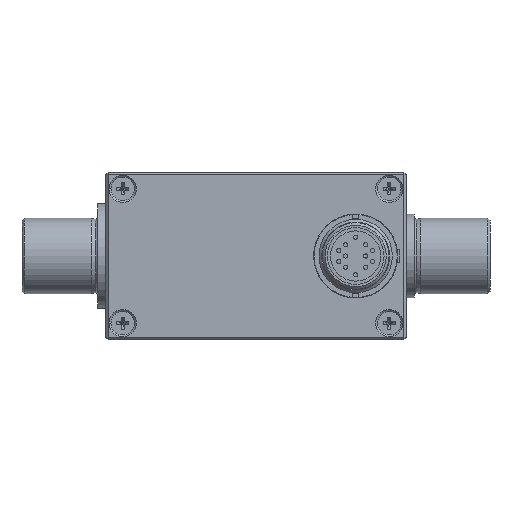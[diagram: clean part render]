
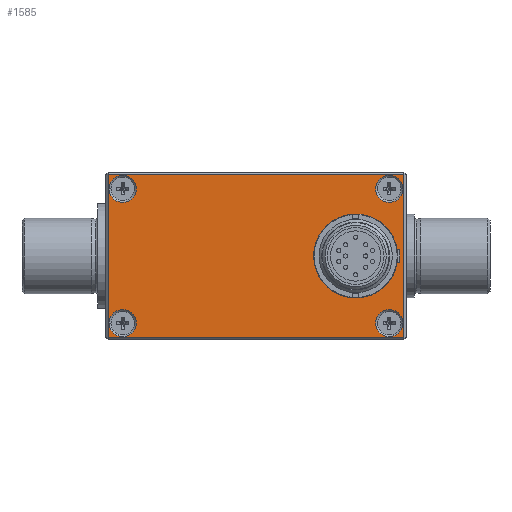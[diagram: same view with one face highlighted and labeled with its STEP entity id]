
A CAD part, front view. The second image highlights one B-rep face of the part: STEP entity #1585.
In plain terms, the highlighted face is planar.
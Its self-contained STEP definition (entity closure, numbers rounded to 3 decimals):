
#1585 = ADVANCED_FACE( '', ( #3182, #3183, #3184, #3185, #3186, #3187 ), #3188, .T. );
#3182 = FACE_OUTER_BOUND( '', #4962, .T. );
#3183 = FACE_BOUND( '', #4963, .T. );
#3184 = FACE_BOUND( '', #4964, .T. );
#3185 = FACE_BOUND( '', #4965, .T. );
#3186 = FACE_BOUND( '', #4966, .T. );
#3187 = FACE_BOUND( '', #4967, .T. );
#3188 = PLANE( '', #4968 );
#4962 = EDGE_LOOP( '', ( #7717, #7718, #7719, #7720 ) );
#4963 = EDGE_LOOP( '', ( #7721, #7722, #7723, #7724 ) );
#4964 = EDGE_LOOP( '', ( #7725 ) );
#4965 = EDGE_LOOP( '', ( #7726 ) );
#4966 = EDGE_LOOP( '', ( #7727 ) );
#4967 = EDGE_LOOP( '', ( #7728 ) );
#4968 = AXIS2_PLACEMENT_3D( '', #7729, #7730, #7731 );
#7717 = ORIENTED_EDGE( '', *, *, #9786, .T. );
#7718 = ORIENTED_EDGE( '', *, *, #9102, .T. );
#7719 = ORIENTED_EDGE( '', *, *, #9741, .T. );
#7720 = ORIENTED_EDGE( '', *, *, #9787, .T. );
#7721 = ORIENTED_EDGE( '', *, *, #9436, .F. );
#7722 = ORIENTED_EDGE( '', *, *, #9144, .T. );
#7723 = ORIENTED_EDGE( '', *, *, #9651, .F. );
#7724 = ORIENTED_EDGE( '', *, *, #9414, .F. );
#7725 = ORIENTED_EDGE( '', *, *, #9788, .T. );
#7726 = ORIENTED_EDGE( '', *, *, #9547, .T. );
#7727 = ORIENTED_EDGE( '', *, *, #9789, .T. );
#7728 = ORIENTED_EDGE( '', *, *, #9419, .T. );
#7729 = CARTESIAN_POINT( '', ( -35.75, 20., 25. ) );
#7730 = DIRECTION( '', ( 0., 0., 1. ) );
#7731 = DIRECTION( '', ( 1., 0., 0. ) );
#9102 = EDGE_CURVE( '', #10160, #10024, #10498, .T. );
#9144 = EDGE_CURVE( '', #10565, #10563, #10566, .T. );
#9414 = EDGE_CURVE( '', #10989, #10991, #10992, .T. );
#9419 = EDGE_CURVE( '', #10998, #10998, #10999, .T. );
#9436 = EDGE_CURVE( '', #10565, #10989, #11021, .T. );
#9547 = EDGE_CURVE( '', #11183, #11183, #11184, .T. );
#9651 = EDGE_CURVE( '', #10991, #10563, #11330, .T. );
#9741 = EDGE_CURVE( '', #10024, #11032, #11449, .T. );
#9786 = EDGE_CURVE( '', #11509, #10160, #11510, .T. );
#9787 = EDGE_CURVE( '', #11032, #11509, #11511, .T. );
#9788 = EDGE_CURVE( '', #11512, #11512, #11513, .T. );
#9789 = EDGE_CURVE( '', #11514, #11514, #11515, .T. );
#10024 = VERTEX_POINT( '', #11785 );
#10160 = VERTEX_POINT( '', #11956 );
#10498 = LINE( '', #12367, #12368 );
#10563 = VERTEX_POINT( '', #12437 );
#10565 = VERTEX_POINT( '', #12440 );
#10566 = CIRCLE( '', #12441, 9.25 );
#10989 = VERTEX_POINT( '', #12945 );
#10991 = VERTEX_POINT( '', #12948 );
#10992 = LINE( '', #12949, #12950 );
#10998 = VERTEX_POINT( '', #12959 );
#10999 = CIRCLE( '', #12960, 3.25 );
#11021 = LINE( '', #12989, #12990 );
#11032 = VERTEX_POINT( '', #13003 );
#11183 = VERTEX_POINT( '', #13180 );
#11184 = CIRCLE( '', #13181, 3.25 );
#11330 = LINE( '', #13363, #13364 );
#11449 = LINE( '', #13504, #13505 );
#11509 = VERTEX_POINT( '', #13581 );
#11510 = LINE( '', #13582, #13583 );
#11511 = LINE( '', #13584, #13585 );
#11512 = VERTEX_POINT( '', #13586 );
#11513 = CIRCLE( '', #13587, 3.25 );
#11514 = VERTEX_POINT( '', #13588 );
#11515 = CIRCLE( '', #13589, 3.25 );
#11785 = CARTESIAN_POINT( '', ( -35.25, 19.5, 25. ) );
#11956 = CARTESIAN_POINT( '', ( 35.25, 19.5, 25. ) );
#12367 = CARTESIAN_POINT( '', ( -35.75, 19.5, 25. ) );
#12368 = VECTOR( '', #14308, 1000. );
#12437 = CARTESIAN_POINT( '', ( 32.878, 1.5, 25. ) );
#12440 = CARTESIAN_POINT( '', ( 32.878, -1.5, 25. ) );
#12441 = AXIS2_PLACEMENT_3D( '', #14377, #14378, #14379 );
#12945 = CARTESIAN_POINT( '', ( 34.2, -1.5, 25. ) );
#12948 = CARTESIAN_POINT( '', ( 34.2, 1.5, 25. ) );
#12949 = CARTESIAN_POINT( '', ( 34.2, -1.5, 25. ) );
#12950 = VECTOR( '', #14786, 1000. );
#12959 = CARTESIAN_POINT( '', ( -31.75, -12.75, 25. ) );
#12960 = AXIS2_PLACEMENT_3D( '', #14790, #14791, #14792 );
#12989 = CARTESIAN_POINT( '', ( 32.878, -1.5, 25. ) );
#12990 = VECTOR( '', #14812, 1000. );
#13003 = CARTESIAN_POINT( '', ( -35.25, -19.5, 25. ) );
#13180 = CARTESIAN_POINT( '', ( 31.75, 19.25, 25. ) );
#13181 = AXIS2_PLACEMENT_3D( '', #14979, #14980, #14981 );
#13363 = CARTESIAN_POINT( '', ( 34.2, 1.5, 25. ) );
#13364 = VECTOR( '', #15093, 1000. );
#13504 = CARTESIAN_POINT( '', ( -35.25, -20., 25. ) );
#13505 = VECTOR( '', #15199, 1000. );
#13581 = CARTESIAN_POINT( '', ( 35.25, -19.5, 25. ) );
#13582 = CARTESIAN_POINT( '', ( 35.25, 20., 25. ) );
#13583 = VECTOR( '', #15246, 1000. );
#13584 = CARTESIAN_POINT( '', ( 35.75, -19.5, 25. ) );
#13585 = VECTOR( '', #15247, 1000. );
#13586 = CARTESIAN_POINT( '', ( 31.75, -12.75, 25. ) );
#13587 = AXIS2_PLACEMENT_3D( '', #15248, #15249, #15250 );
#13588 = CARTESIAN_POINT( '', ( -31.75, 19.25, 25. ) );
#13589 = AXIS2_PLACEMENT_3D( '', #15251, #15252, #15253 );
#14308 = DIRECTION( '', ( -1., 0., 0. ) );
#14377 = CARTESIAN_POINT( '', ( 23.75, 0., 25. ) );
#14378 = DIRECTION( '', ( 0., 0., -1. ) );
#14379 = DIRECTION( '', ( 1., 0., 0. ) );
#14786 = DIRECTION( '', ( 0., 1., 0. ) );
#14790 = CARTESIAN_POINT( '', ( -31.75, -16., 25. ) );
#14791 = DIRECTION( '', ( 0., 0., -1. ) );
#14792 = DIRECTION( '', ( 0., 1., 0. ) );
#14812 = DIRECTION( '', ( 1., 0., 0. ) );
#14979 = CARTESIAN_POINT( '', ( 31.75, 16., 25. ) );
#14980 = DIRECTION( '', ( 0., 0., -1. ) );
#14981 = DIRECTION( '', ( 0., 1., 0. ) );
#15093 = DIRECTION( '', ( -1., 0., 0. ) );
#15199 = DIRECTION( '', ( 0., -1., 0. ) );
#15246 = DIRECTION( '', ( 0., 1., 0. ) );
#15247 = DIRECTION( '', ( 1., 0., 0. ) );
#15248 = CARTESIAN_POINT( '', ( 31.75, -16., 25. ) );
#15249 = DIRECTION( '', ( 0., 0., -1. ) );
#15250 = DIRECTION( '', ( 0., 1., 0. ) );
#15251 = CARTESIAN_POINT( '', ( -31.75, 16., 25. ) );
#15252 = DIRECTION( '', ( 0., 0., -1. ) );
#15253 = DIRECTION( '', ( 0., 1., 0. ) );
